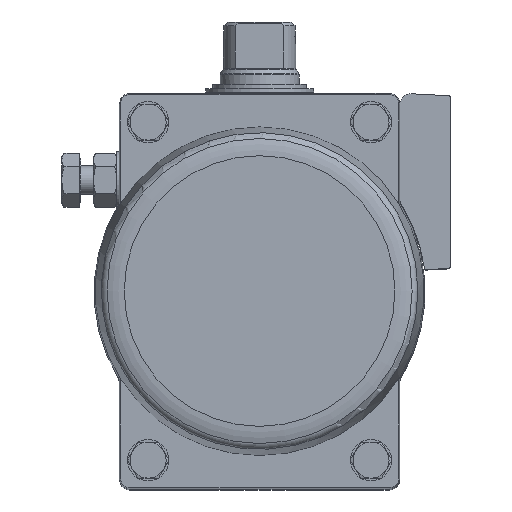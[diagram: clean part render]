
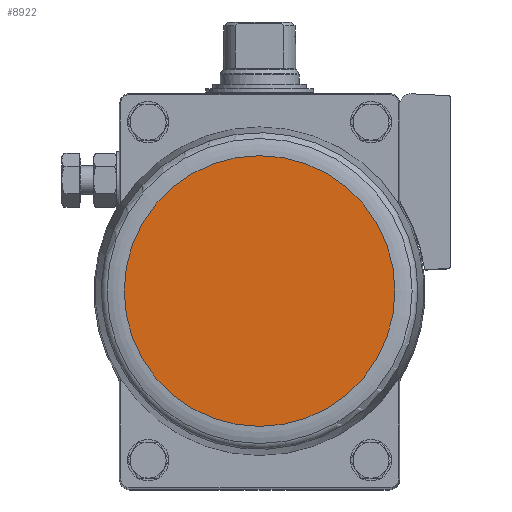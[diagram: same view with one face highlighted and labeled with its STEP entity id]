
A CAD part, top view. The second image highlights one B-rep face of the part: STEP entity #8922.
In plain terms, the highlighted planar face has unit normal (0, 0, 1).
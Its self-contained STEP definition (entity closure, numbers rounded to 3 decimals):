
#3129=ORIENTED_EDGE('',*,*,#4868,.T.);
#4868=EDGE_CURVE('',#5875,#5875,#6466,.T.);
#5875=VERTEX_POINT('',#14927);
#6466=CIRCLE('',#9856,37.65);
#7142=EDGE_LOOP('',(#3129));
#7956=FACE_BOUND('',#7142,.T.);
#8443=PLANE('',#9857);
#8922=ADVANCED_FACE('',(#7956),#8443,.F.);
#9856=AXIS2_PLACEMENT_3D('',#14926,#11896,#11897);
#9857=AXIS2_PLACEMENT_3D('',#14928,#11898,#11899);
#11896=DIRECTION('',(0.,0.,1.));
#11897=DIRECTION('',(1.,0.,0.));
#11898=DIRECTION('',(0.,0.,-1.));
#11899=DIRECTION('',(-1.,0.,0.));
#14926=CARTESIAN_POINT('',(0.,0.,111.55));
#14927=CARTESIAN_POINT('',(37.65,0.,111.55));
#14928=CARTESIAN_POINT('',(37.65,0.,111.55));
